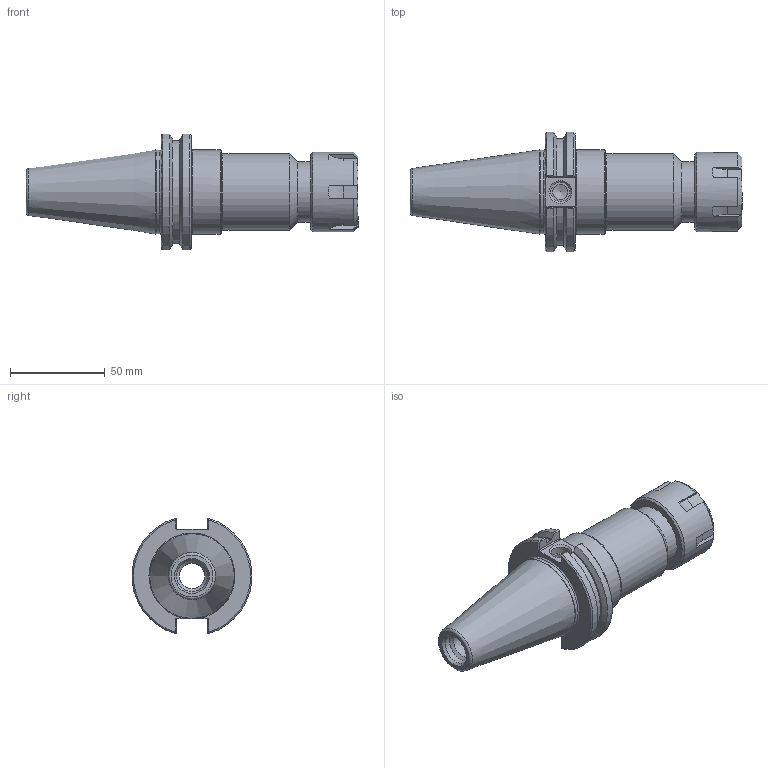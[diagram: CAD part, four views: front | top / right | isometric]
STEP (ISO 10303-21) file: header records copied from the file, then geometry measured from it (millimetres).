
FILE_DESCRIPTION((''),'2;1');
FILE_NAME('C40-25ER422CN.stp','2014-07-25T11:43:54',('kaykin'),(''),'Autodesk Inventor 2012','Autodesk Inventor 2012','');
FILE_SCHEMA(('AUTOMOTIVE_DESIGN { 1 0 10303 214 1 1 1 1 }'));
Length unit declared in the file: inch
Products named in the file (3): C40-25ER422CN; C40-25ER4-1; 25ERCN
Assembly tree (2 placements, depth 2):
  C40-25ER422CN
    C40-25ER4-1
    25ERCN
Bounding box: 175.45 x 63.26 x 61.05 mm (x, y, z)
Volume: 183727.9 mm3; surface area: 40335.1 mm2
Topology: 2 solids, 2 shells, 145 faces, 382 edges, 247 vertices
Faces by surface type: plane 61, cylinder 44, cone 29, torus 11
Full cylindrical faces by diameter (mm): 8.001 x1, 10.135 x1, 13.386 x1, 15.748 x1, 16.459 x1, 18.034 x1, 20.18 x1, 26.86 x1, 30.5 x1, 32 x1, 32.88 x1, 40.513 x1, 42 x1, 43.942 x1, 44.45 x1
Entity records: 4505 total; most frequent: CARTESIAN_POINT 982, DIRECTION 690, ORIENTED_EDGE 680, EDGE_CURVE 340, AXIS2_PLACEMENT_3D 270, VERTEX_POINT 240, EDGE_LOOP 190, VECTOR 150
